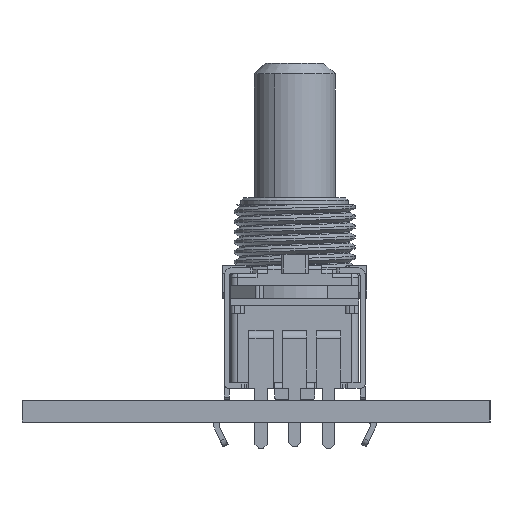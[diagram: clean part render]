
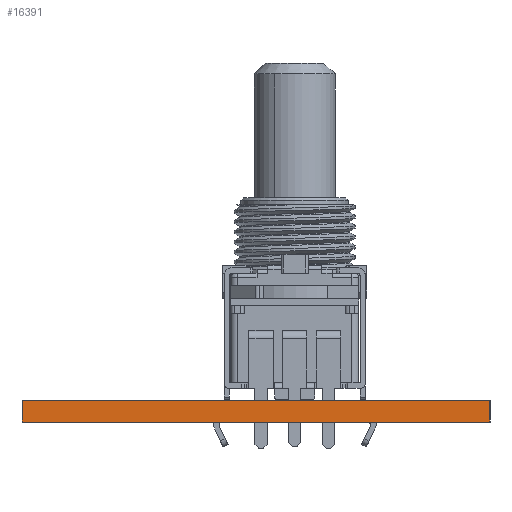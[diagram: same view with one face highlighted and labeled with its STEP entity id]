
A CAD part, left-side view. The second image highlights one B-rep face of the part: STEP entity #16391.
In plain terms, the highlighted planar face has unit normal (-1, 0, 0).
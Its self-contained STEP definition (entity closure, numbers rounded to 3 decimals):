
#16335 = VERTEX_POINT('',#16336);
#16336 = CARTESIAN_POINT('',(0.,0.,1.6));
#16342 = EDGE_CURVE('',#16343,#16335,#16345,.T.);
#16343 = VERTEX_POINT('',#16344);
#16344 = CARTESIAN_POINT('',(0.,-0.,0.));
#16345 = LINE('',#16346,#16347);
#16346 = CARTESIAN_POINT('',(0.,-0.,0.));
#16347 = VECTOR('',#16348,1.);
#16348 = DIRECTION('',(0.,0.,1.));
#16391 = ADVANCED_FACE('',(#16392),#16417,.T.);
#16392 = FACE_BOUND('',#16393,.T.);
#16393 = EDGE_LOOP('',(#16394,#16395,#16403,#16411));
#16394 = ORIENTED_EDGE('',*,*,#16342,.T.);
#16395 = ORIENTED_EDGE('',*,*,#16396,.T.);
#16396 = EDGE_CURVE('',#16335,#16397,#16399,.T.);
#16397 = VERTEX_POINT('',#16398);
#16398 = CARTESIAN_POINT('',(0.,34.75,1.6));
#16399 = LINE('',#16400,#16401);
#16400 = CARTESIAN_POINT('',(0.,0.,1.6));
#16401 = VECTOR('',#16402,1.);
#16402 = DIRECTION('',(0.,1.,0.));
#16403 = ORIENTED_EDGE('',*,*,#16404,.F.);
#16404 = EDGE_CURVE('',#16405,#16397,#16407,.T.);
#16405 = VERTEX_POINT('',#16406);
#16406 = CARTESIAN_POINT('',(0.,34.75,0.));
#16407 = LINE('',#16408,#16409);
#16408 = CARTESIAN_POINT('',(0.,34.75,0.));
#16409 = VECTOR('',#16410,1.);
#16410 = DIRECTION('',(0.,0.,1.));
#16411 = ORIENTED_EDGE('',*,*,#16412,.F.);
#16412 = EDGE_CURVE('',#16343,#16405,#16413,.T.);
#16413 = LINE('',#16414,#16415);
#16414 = CARTESIAN_POINT('',(0.,-0.,0.));
#16415 = VECTOR('',#16416,1.);
#16416 = DIRECTION('',(0.,1.,0.));
#16417 = PLANE('',#16418);
#16418 = AXIS2_PLACEMENT_3D('',#16419,#16420,#16421);
#16419 = CARTESIAN_POINT('',(0.,0.,0.));
#16420 = DIRECTION('',(-1.,0.,0.));
#16421 = DIRECTION('',(0.,1.,0.));
